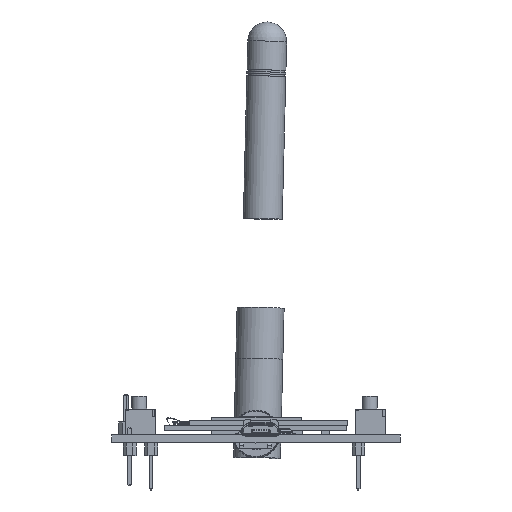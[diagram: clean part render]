
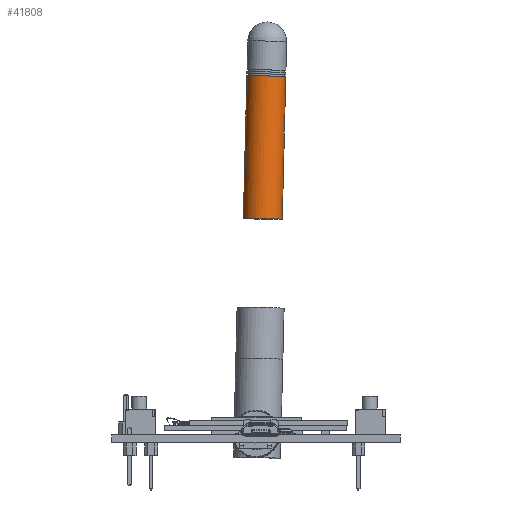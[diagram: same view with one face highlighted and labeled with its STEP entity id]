
A CAD part, front view. The second image highlights one B-rep face of the part: STEP entity #41808.
In plain terms, the highlighted cylindrical face has radius 3.85 mm (diameter 7.7 mm), a full revolution.
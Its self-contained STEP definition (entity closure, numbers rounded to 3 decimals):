
#4294=FACE_OUTER_BOUND('',#6794,.T.);
#6794=EDGE_LOOP('',(#34105,#34106,#34107,#34108,#34109));
#10572=LINE('',#64316,#15435);
#15435=VECTOR('',#52198,3.85);
#18284=CIRCLE('',#44869,3.85);
#18285=CIRCLE('',#44870,3.85);
#18286=CIRCLE('',#44871,3.85);
#20708=VERTEX_POINT('',#64312);
#20709=VERTEX_POINT('',#64313);
#20710=VERTEX_POINT('',#64315);
#25448=EDGE_CURVE('',#20708,#20709,#18284,.T.);
#25449=EDGE_CURVE('',#20709,#20710,#10572,.T.);
#25450=EDGE_CURVE('',#20710,#20710,#18285,.T.);
#25451=EDGE_CURVE('',#20709,#20708,#18286,.T.);
#34105=ORIENTED_EDGE('',*,*,#25448,.T.);
#34106=ORIENTED_EDGE('',*,*,#25449,.T.);
#34107=ORIENTED_EDGE('',*,*,#25450,.T.);
#34108=ORIENTED_EDGE('',*,*,#25449,.F.);
#34109=ORIENTED_EDGE('',*,*,#25451,.T.);
#40441=CYLINDRICAL_SURFACE('',#44868,3.85);
#41808=ADVANCED_FACE('',(#4294),#40441,.T.);
#44868=AXIS2_PLACEMENT_3D('',#64311,#52194,#52195);
#44869=AXIS2_PLACEMENT_3D('',#64314,#52196,#52197);
#44870=AXIS2_PLACEMENT_3D('',#64317,#52199,#52200);
#44871=AXIS2_PLACEMENT_3D('',#64318,#52201,#52202);
#52194=DIRECTION('center_axis',(0.025,0.021,-0.999));
#52195=DIRECTION('ref_axis',(-0.999,0.025,-0.024));
#52196=DIRECTION('center_axis',(-0.025,-0.021,
0.999));
#52197=DIRECTION('ref_axis',(-0.999,0.025,-0.024));
#52198=DIRECTION('',(-0.025,-0.021,0.999));
#52199=DIRECTION('center_axis',(0.025,0.021,-0.999));
#52200=DIRECTION('ref_axis',(-0.999,0.025,-0.024));
#52201=DIRECTION('center_axis',(-0.025,-0.021,
0.999));
#52202=DIRECTION('ref_axis',(-0.999,0.025,-0.024));
#64311=CARTESIAN_POINT('Origin',(-1.373,-38.727,42.717));
#64312=CARTESIAN_POINT('',(-5.221,-38.632,42.624));
#64313=CARTESIAN_POINT('',(2.475,-38.822,42.81));
#64314=CARTESIAN_POINT('Origin',(-1.373,-38.727,42.717));
#64315=CARTESIAN_POINT('',(1.779,-39.422,70.995));
#64316=CARTESIAN_POINT('',(2.475,-38.822,42.81));
#64317=CARTESIAN_POINT('Origin',(-2.069,-39.327,70.902));
#64318=CARTESIAN_POINT('Origin',(-1.373,-38.727,42.717));
